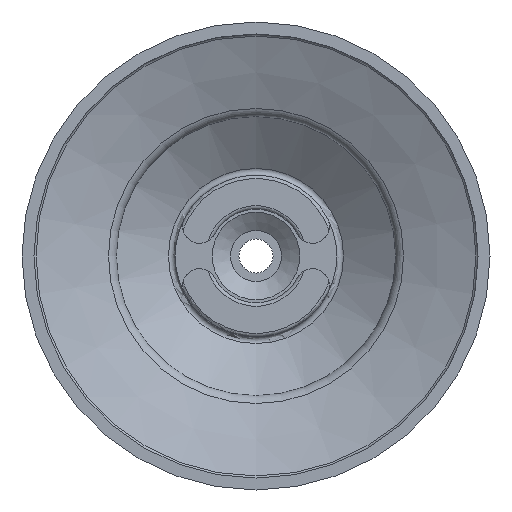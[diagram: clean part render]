
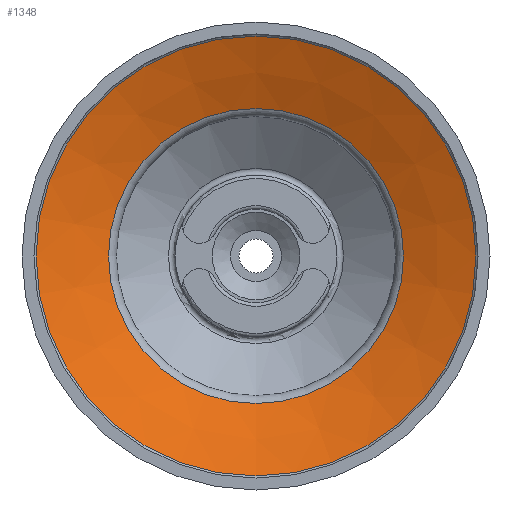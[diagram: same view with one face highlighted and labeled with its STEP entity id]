
A CAD part, front view. The second image highlights one B-rep face of the part: STEP entity #1348.
In plain terms, the highlighted conical face has half-angle 68 degrees and reference radius 25.85 mm.
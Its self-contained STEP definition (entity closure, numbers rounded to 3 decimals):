
#28=CONICAL_SURFACE('',#1454,25.85,1.187);
#227=ORIENTED_EDGE('',*,*,#438,.F.);
#228=ORIENTED_EDGE('',*,*,#437,.T.);
#437=EDGE_CURVE('',#544,#544,#613,.T.);
#438=EDGE_CURVE('',#545,#545,#614,.T.);
#544=VERTEX_POINT('',#1995);
#545=VERTEX_POINT('',#1998);
#613=CIRCLE('',#1453,25.85);
#614=CIRCLE('',#1455,17.338);
#684=EDGE_LOOP('',(#227));
#685=EDGE_LOOP('',(#228));
#782=FACE_BOUND('',#684,.T.);
#783=FACE_BOUND('',#685,.T.);
#1348=ADVANCED_FACE('',(#782,#783),#28,.F.);
#1453=AXIS2_PLACEMENT_3D('',#1994,#1655,#1656);
#1454=AXIS2_PLACEMENT_3D('',#1996,#1657,#1658);
#1455=AXIS2_PLACEMENT_3D('',#1997,#1659,#1660);
#1655=DIRECTION('',(0.,-1.,0.));
#1656=DIRECTION('',(0.,0.,-1.));
#1657=DIRECTION('',(0.,-1.,0.));
#1658=DIRECTION('',(0.,0.,-1.));
#1659=DIRECTION('',(0.,-1.,0.));
#1660=DIRECTION('',(0.,0.,-1.));
#1994=CARTESIAN_POINT('',(0.,0.48,0.));
#1995=CARTESIAN_POINT('',(0.,0.48,-25.85));
#1996=CARTESIAN_POINT('',(0.,0.48,0.));
#1997=CARTESIAN_POINT('',(0.,3.919,0.));
#1998=CARTESIAN_POINT('',(0.,3.919,-17.338));
